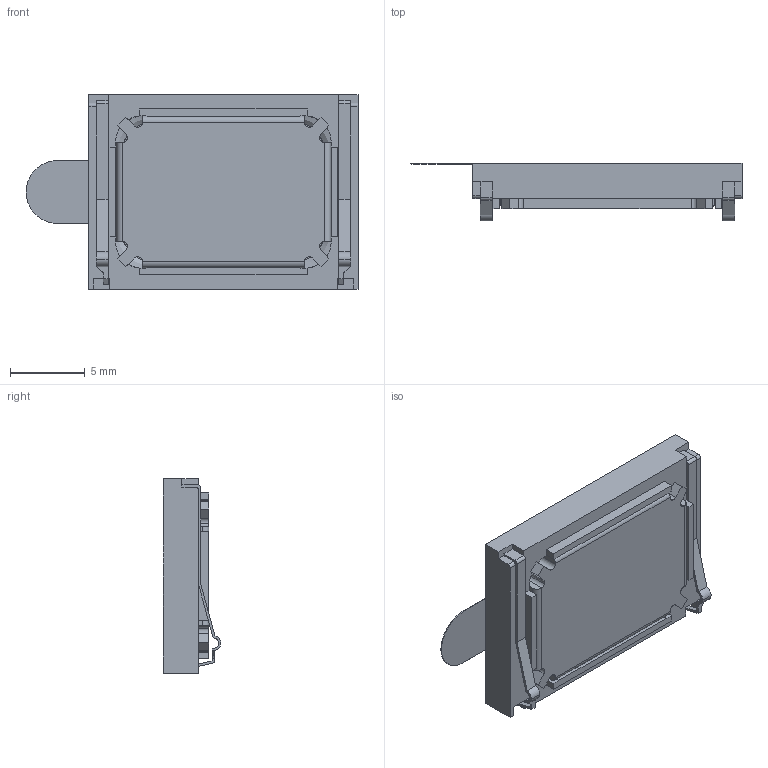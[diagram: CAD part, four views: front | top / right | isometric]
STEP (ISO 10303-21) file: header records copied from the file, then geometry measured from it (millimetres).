
FILE_DESCRIPTION (( 'STEP AP214' ), '1' );
FILE_NAME ('AS01808AO-SC18-WP-R.STEP', '2024-02-13T00:36:27', ( '' ), ( '' ), 'SwSTEP 2.0', 'SolidWorks 2021', '' );
FILE_SCHEMA (( 'AUTOMOTIVE_DESIGN' ));
Length unit declared in the file: millimetre
Products named in the file (1): AS01808AO-SC18-WP-R
Bounding box: 22.2 x 3.85 x 13 mm (x, y, z)
Volume: 409.4 mm3; surface area: 1355 mm2
Topology: 1 solids, 1 shells, 465 faces, 1247 edges, 786 vertices
Faces by surface type: plane 184, cylinder 133, bspline 112, torus 36
Entity records: 18010 total; most frequent: CARTESIAN_POINT 5911, ORIENTED_EDGE 2494, DIRECTION 2141, EDGE_CURVE 1247, VERTEX_POINT 786, LINE 717, VECTOR 717, AXIS2_PLACEMENT_3D 712
